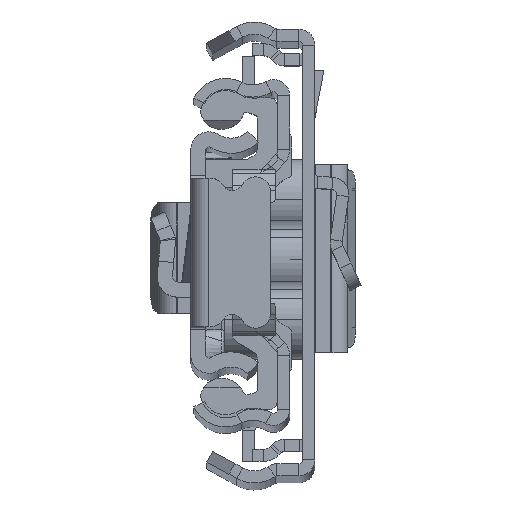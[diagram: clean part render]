
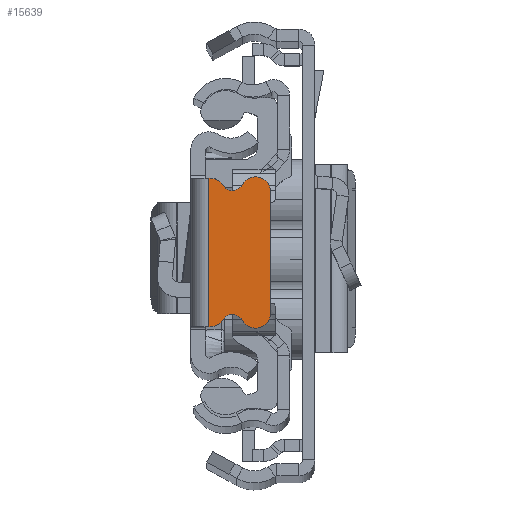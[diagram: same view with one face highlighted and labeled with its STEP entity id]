
A CAD part, top view. The second image highlights one B-rep face of the part: STEP entity #15639.
In plain terms, the highlighted planar face has unit normal (0, 0, 1).
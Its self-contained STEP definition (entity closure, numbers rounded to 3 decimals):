
#130 = EDGE_CURVE ( 'NONE', #16618, #1162, #8784, .T. ) ;
#172 = VECTOR ( 'NONE', #8387, 1000. ) ;
#1014 = CARTESIAN_POINT ( 'NONE',  ( -1.75, 7.37, 0. ) ) ;
#1162 = VERTEX_POINT ( 'NONE', #3828 ) ;
#1556 = VERTEX_POINT ( 'NONE', #18108 ) ;
#1809 = CARTESIAN_POINT ( 'NONE',  ( -1.929, -7.37, 0. ) ) ;
#2081 = ORIENTED_EDGE ( 'NONE', *, *, #2911, .T. ) ;
#2271 = CIRCLE ( 'NONE', #17319, 1.5 ) ;
#2911 = EDGE_CURVE ( 'NONE', #15809, #18682, #10556, .T. ) ;
#3656 = EDGE_CURVE ( 'NONE', #18682, #13595, #20094, .T. ) ;
#3828 = CARTESIAN_POINT ( 'NONE',  ( -5.109, 6.713, 0. ) ) ;
#4236 = CARTESIAN_POINT ( 'NONE',  ( -1.929, 5.87, 0. ) ) ;
#4633 = CARTESIAN_POINT ( 'NONE',  ( -7.929, -6., 0. ) ) ;
#4756 = ORIENTED_EDGE ( 'NONE', *, *, #16168, .F. ) ;
#4967 = CARTESIAN_POINT ( 'NONE',  ( -1.75, 0., 0. ) ) ;
#5447 = DIRECTION ( 'NONE',  ( -1., 0., 0. ) ) ;
#6846 = CARTESIAN_POINT ( 'NONE',  ( 394.071, 0., 0. ) ) ;
#7110 = DIRECTION ( 'NONE',  ( 0., 0., 1. ) ) ;
#7915 = DIRECTION ( 'NONE',  ( 0., 0., 1. ) ) ;
#8290 = VERTEX_POINT ( 'NONE', #14482 ) ;
#8387 = DIRECTION ( 'NONE',  ( -1., 0., 0. ) ) ;
#8784 = CIRCLE ( 'NONE', #23801, 1.1 ) ;
#8977 = CIRCLE ( 'NONE', #18829, 1.5 ) ;
#9173 = ORIENTED_EDGE ( 'NONE', *, *, #130, .T. ) ;
#10168 = DIRECTION ( 'NONE',  ( 0., 0., 1. ) ) ;
#10556 = LINE ( 'NONE', #4633, #24988 ) ;
#11025 = CARTESIAN_POINT ( 'NONE',  ( -7.929, 6., 0. ) ) ;
#11944 = DIRECTION ( 'NONE',  ( 1., 0., 0. ) ) ;
#12597 = VECTOR ( 'NONE', #17499, 1000. ) ;
#12648 = PLANE ( 'NONE',  #22481 ) ;
#13115 = CARTESIAN_POINT ( 'NONE',  ( -3.206, -6.658, 0. ) ) ;
#13595 = VERTEX_POINT ( 'NONE', #22829 ) ;
#14059 = ORIENTED_EDGE ( 'NONE', *, *, #26434, .F. ) ;
#14139 = CARTESIAN_POINT ( 'NONE',  ( -1.929, 7.37, 0. ) ) ;
#14482 = CARTESIAN_POINT ( 'NONE',  ( -1.929, 7.37, 0. ) ) ;
#14874 = ORIENTED_EDGE ( 'NONE', *, *, #3656, .T. ) ;
#15072 = VERTEX_POINT ( 'NONE', #1809 ) ;
#15287 = DIRECTION ( 'NONE',  ( 1., 0., 0. ) ) ;
#15639 = ADVANCED_FACE ( 'NONE', ( #25311 ), #12648, .T. ) ;
#15715 = CARTESIAN_POINT ( 'NONE',  ( -4.142, -7.236, 0. ) ) ;
#15754 = EDGE_CURVE ( 'NONE', #20687, #15072, #2271, .T. ) ;
#15785 = EDGE_CURVE ( 'NONE', #13595, #20687, #20757, .T. ) ;
#15809 = VERTEX_POINT ( 'NONE', #11025 ) ;
#15876 = ORIENTED_EDGE ( 'NONE', *, *, #15785, .T. ) ;
#16168 = EDGE_CURVE ( 'NONE', #1556, #15072, #23299, .T. ) ;
#16618 = VERTEX_POINT ( 'NONE', #20217 ) ;
#16623 = EDGE_CURVE ( 'NONE', #8290, #19396, #18333, .T. ) ;
#17319 = AXIS2_PLACEMENT_3D ( 'NONE', #17624, #7110, #23669 ) ;
#17499 = DIRECTION ( 'NONE',  ( 0., -1., 0. ) ) ;
#17573 = ORIENTED_EDGE ( 'NONE', *, *, #15754, .T. ) ;
#17624 = CARTESIAN_POINT ( 'NONE',  ( -1.929, -5.87, 0. ) ) ;
#17668 = EDGE_CURVE ( 'NONE', #1162, #15809, #18979, .T. ) ;
#18108 = CARTESIAN_POINT ( 'NONE',  ( -1.75, -7.37, 0. ) ) ;
#18333 = LINE ( 'NONE', #14139, #25471 ) ;
#18447 = ORIENTED_EDGE ( 'NONE', *, *, #17668, .T. ) ;
#18608 = CARTESIAN_POINT ( 'NONE',  ( -1.929, -7.37, 0. ) ) ;
#18682 = VERTEX_POINT ( 'NONE', #21561 ) ;
#18829 = AXIS2_PLACEMENT_3D ( 'NONE', #4236, #20670, #20275 ) ;
#18979 = CIRCLE ( 'NONE', #20719, 1.5 ) ;
#19347 = CARTESIAN_POINT ( 'NONE',  ( -4.142, 7.236, 0. ) ) ;
#19396 = VERTEX_POINT ( 'NONE', #1014 ) ;
#20094 = CIRCLE ( 'NONE', #23953, 1.5 ) ;
#20217 = CARTESIAN_POINT ( 'NONE',  ( -3.206, 6.658, 0. ) ) ;
#20275 = DIRECTION ( 'NONE',  ( -1., 0., 0. ) ) ;
#20548 = EDGE_CURVE ( 'NONE', #8290, #16618, #8977, .T. ) ;
#20670 = DIRECTION ( 'NONE',  ( 0., 0., 1. ) ) ;
#20687 = VERTEX_POINT ( 'NONE', #13115 ) ;
#20719 = AXIS2_PLACEMENT_3D ( 'NONE', #22140, #10168, #5447 ) ;
#20757 = CIRCLE ( 'NONE', #24192, 1.1 ) ;
#21060 = DIRECTION ( 'NONE',  ( 0., -1., 0. ) ) ;
#21497 = DIRECTION ( 'NONE',  ( 0., 0., -1. ) ) ;
#21519 = DIRECTION ( 'NONE',  ( 0., 0., -1. ) ) ;
#21561 = CARTESIAN_POINT ( 'NONE',  ( -7.929, -6., 0. ) ) ;
#21778 = LINE ( 'NONE', #4967, #12597 ) ;
#22140 = CARTESIAN_POINT ( 'NONE',  ( -6.429, 6., 0. ) ) ;
#22481 = AXIS2_PLACEMENT_3D ( 'NONE', #6846, #24914, #23152 ) ;
#22814 = ORIENTED_EDGE ( 'NONE', *, *, #20548, .T. ) ;
#22829 = CARTESIAN_POINT ( 'NONE',  ( -5.109, -6.713, 0. ) ) ;
#23152 = DIRECTION ( 'NONE',  ( 1., 0., 0. ) ) ;
#23218 = ORIENTED_EDGE ( 'NONE', *, *, #16623, .F. ) ;
#23299 = LINE ( 'NONE', #18608, #172 ) ;
#23669 = DIRECTION ( 'NONE',  ( 1., 0., 0. ) ) ;
#23801 = AXIS2_PLACEMENT_3D ( 'NONE', #19347, #21497, #15287 ) ;
#23953 = AXIS2_PLACEMENT_3D ( 'NONE', #25554, #7915, #11944 ) ;
#24192 = AXIS2_PLACEMENT_3D ( 'NONE', #15715, #21519, #25814 ) ;
#24638 = DIRECTION ( 'NONE',  ( 1., 0., 0. ) ) ;
#24914 = DIRECTION ( 'NONE',  ( 0., 0., 1. ) ) ;
#24988 = VECTOR ( 'NONE', #21060, 1000. ) ;
#25311 = FACE_OUTER_BOUND ( 'NONE', #25337, .T. ) ;
#25337 = EDGE_LOOP ( 'NONE', ( #14059, #23218, #22814, #9173, #18447, #2081, #14874, #15876, #17573, #4756 ) ) ;
#25471 = VECTOR ( 'NONE', #24638, 1000. ) ;
#25554 = CARTESIAN_POINT ( 'NONE',  ( -6.429, -6., 0. ) ) ;
#25814 = DIRECTION ( 'NONE',  ( -1., 0., 0. ) ) ;
#26434 = EDGE_CURVE ( 'NONE', #19396, #1556, #21778, .T. ) ;
